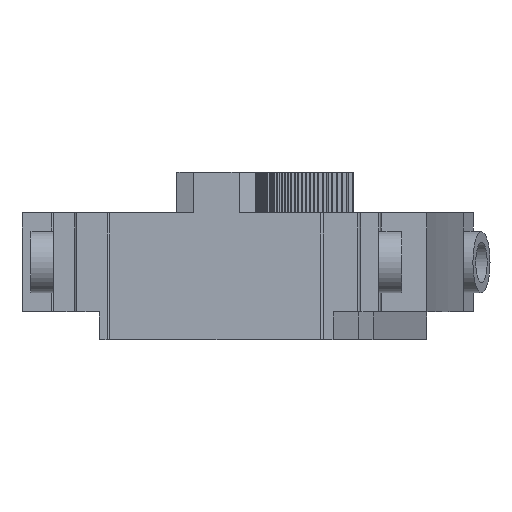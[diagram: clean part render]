
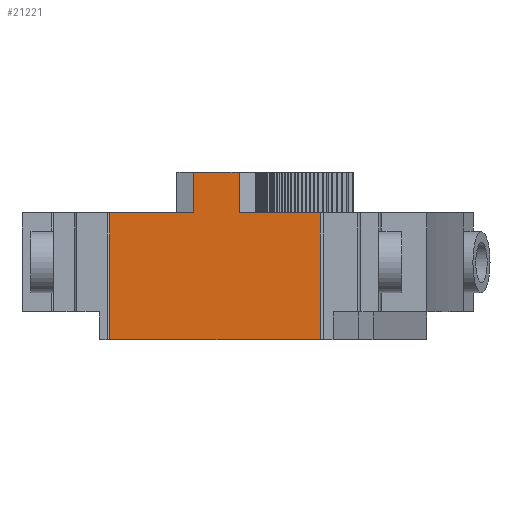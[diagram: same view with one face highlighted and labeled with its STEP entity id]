
A CAD part, front view. The second image highlights one B-rep face of the part: STEP entity #21221.
In plain terms, the highlighted planar face has unit normal (0, -1, 0).
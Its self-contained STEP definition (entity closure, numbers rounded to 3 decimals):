
#2630 = PLANE('',#2631);
#2631 = AXIS2_PLACEMENT_3D('',#2632,#2633,#2634);
#2632 = CARTESIAN_POINT('',(-3.131,-21.499,-6.6));
#2633 = DIRECTION('',(0.,0.,1.));
#2634 = DIRECTION('',(1.,0.,-0.));
#3248 = PLANE('',#3249);
#3249 = AXIS2_PLACEMENT_3D('',#3250,#3251,#3252);
#3250 = CARTESIAN_POINT('',(-7.447,29.939,3.4));
#3251 = DIRECTION('',(0.,0.,1.));
#3252 = DIRECTION('',(-0.28,-0.96,0.));
#5661 = PLANE('',#5662);
#5662 = AXIS2_PLACEMENT_3D('',#5663,#5664,#5665);
#5663 = CARTESIAN_POINT('',(-7.447,29.939,3.4));
#5664 = DIRECTION('',(0.,0.,1.));
#5665 = DIRECTION('',(-0.28,-0.96,0.));
#7801 = EDGE_CURVE('',#7802,#7804,#7806,.T.);
#7802 = VERTEX_POINT('',#7803);
#7803 = CARTESIAN_POINT('',(-11.531,-29.449,-6.6));
#7804 = VERTEX_POINT('',#7805);
#7805 = CARTESIAN_POINT('',(5.069,-29.449,-6.6));
#7806 = SURFACE_CURVE('',#7807,(#7811,#7818),.PCURVE_S1.);
#7807 = LINE('',#7808,#7809);
#7808 = CARTESIAN_POINT('',(-11.531,-29.449,-6.6));
#7809 = VECTOR('',#7810,1.);
#7810 = DIRECTION('',(1.,0.,0.));
#7811 = PCURVE('',#2630,#7812);
#7812 = DEFINITIONAL_REPRESENTATION('',(#7813),#7817);
#7813 = LINE('',#7814,#7815);
#7814 = CARTESIAN_POINT('',(-8.4,-7.95));
#7815 = VECTOR('',#7816,1.);
#7816 = DIRECTION('',(1.,0.));
#7817 = ( GEOMETRIC_REPRESENTATION_CONTEXT(2) 
PARAMETRIC_REPRESENTATION_CONTEXT() REPRESENTATION_CONTEXT('2D SPACE',''
  ) );
#7818 = PCURVE('',#7819,#7824);
#7819 = PLANE('',#7820);
#7820 = AXIS2_PLACEMENT_3D('',#7821,#7822,#7823);
#7821 = CARTESIAN_POINT('',(4.869,-29.449,-6.6));
#7822 = DIRECTION('',(0.,1.,0.));
#7823 = DIRECTION('',(0.,0.,1.));
#7824 = DEFINITIONAL_REPRESENTATION('',(#7825),#7829);
#7825 = LINE('',#7826,#7827);
#7826 = CARTESIAN_POINT('',(0.,-16.4));
#7827 = VECTOR('',#7828,1.);
#7828 = DIRECTION('',(0.,1.));
#7829 = ( GEOMETRIC_REPRESENTATION_CONTEXT(2) 
PARAMETRIC_REPRESENTATION_CONTEXT() REPRESENTATION_CONTEXT('2D SPACE',''
  ) );
#7852 = CYLINDRICAL_SURFACE('',#7853,0.2);
#7853 = AXIS2_PLACEMENT_3D('',#7854,#7855,#7856);
#7854 = CARTESIAN_POINT('',(5.269,-29.449,-6.6));
#7855 = DIRECTION('',(0.,0.,1.));
#7856 = DIRECTION('',(0.,1.,0.));
#7936 = PLANE('',#7937);
#7937 = AXIS2_PLACEMENT_3D('',#7938,#7939,#7940);
#7938 = CARTESIAN_POINT('',(-11.531,-28.649,3.4));
#7939 = DIRECTION('',(-1.,0.,0.));
#7940 = DIRECTION('',(0.,-1.,0.));
#12754 = VERTEX_POINT('',#12755);
#12755 = CARTESIAN_POINT('',(-1.331,-29.449,3.4));
#12774 = CYLINDRICAL_SURFACE('',#12775,198.2);
#12775 = AXIS2_PLACEMENT_3D('',#12776,#12777,#12778);
#12776 = CARTESIAN_POINT('',(196.869,-29.549,6.6));
#12777 = DIRECTION('',(0.,0.,-1.));
#12778 = DIRECTION('',(-1.,0.,0.));
#12786 = EDGE_CURVE('',#12787,#12754,#12789,.T.);
#12787 = VERTEX_POINT('',#12788);
#12788 = CARTESIAN_POINT('',(5.069,-29.449,3.4));
#12789 = SURFACE_CURVE('',#12790,(#12794,#12801),.PCURVE_S1.);
#12790 = LINE('',#12791,#12792);
#12791 = CARTESIAN_POINT('',(9.669,-29.449,3.4));
#12792 = VECTOR('',#12793,1.);
#12793 = DIRECTION('',(-1.,0.,0.));
#12794 = PCURVE('',#3248,#12795);
#12795 = DEFINITIONAL_REPRESENTATION('',(#12796),#12800);
#12796 = LINE('',#12797,#12798);
#12797 = CARTESIAN_POINT('',(52.22,33.06));
#12798 = VECTOR('',#12799,1.);
#12799 = DIRECTION('',(0.28,-0.96));
#12800 = ( GEOMETRIC_REPRESENTATION_CONTEXT(2) 
PARAMETRIC_REPRESENTATION_CONTEXT() REPRESENTATION_CONTEXT('2D SPACE',''
  ) );
#12801 = PCURVE('',#7819,#12802);
#12802 = DEFINITIONAL_REPRESENTATION('',(#12803),#12807);
#12803 = LINE('',#12804,#12805);
#12804 = CARTESIAN_POINT('',(10.,4.8));
#12805 = VECTOR('',#12806,1.);
#12806 = DIRECTION('',(0.,-1.));
#12807 = ( GEOMETRIC_REPRESENTATION_CONTEXT(2) 
PARAMETRIC_REPRESENTATION_CONTEXT() REPRESENTATION_CONTEXT('2D SPACE',''
  ) );
#14435 = VERTEX_POINT('',#14436);
#14436 = CARTESIAN_POINT('',(-11.531,-29.449,3.4));
#14457 = EDGE_CURVE('',#14458,#14435,#14460,.T.);
#14458 = VERTEX_POINT('',#14459);
#14459 = CARTESIAN_POINT('',(-4.931,-29.449,3.4));
#14460 = SURFACE_CURVE('',#14461,(#14465,#14472),.PCURVE_S1.);
#14461 = LINE('',#14462,#14463);
#14462 = CARTESIAN_POINT('',(9.669,-29.449,3.4));
#14463 = VECTOR('',#14464,1.);
#14464 = DIRECTION('',(-1.,0.,0.));
#14465 = PCURVE('',#5661,#14466);
#14466 = DEFINITIONAL_REPRESENTATION('',(#14467),#14471);
#14467 = LINE('',#14468,#14469);
#14468 = CARTESIAN_POINT('',(52.22,33.06));
#14469 = VECTOR('',#14470,1.);
#14470 = DIRECTION('',(0.28,-0.96));
#14471 = ( GEOMETRIC_REPRESENTATION_CONTEXT(2) 
PARAMETRIC_REPRESENTATION_CONTEXT() REPRESENTATION_CONTEXT('2D SPACE',''
  ) );
#14472 = PCURVE('',#7819,#14473);
#14473 = DEFINITIONAL_REPRESENTATION('',(#14474),#14478);
#14474 = LINE('',#14475,#14476);
#14475 = CARTESIAN_POINT('',(10.,4.8));
#14476 = VECTOR('',#14477,1.);
#14477 = DIRECTION('',(0.,-1.));
#14478 = ( GEOMETRIC_REPRESENTATION_CONTEXT(2) 
PARAMETRIC_REPRESENTATION_CONTEXT() REPRESENTATION_CONTEXT('2D SPACE',''
  ) );
#14501 = CYLINDRICAL_SURFACE('',#14502,201.8);
#14502 = AXIS2_PLACEMENT_3D('',#14503,#14504,#14505);
#14503 = CARTESIAN_POINT('',(196.869,-29.549,3.4));
#14504 = DIRECTION('',(-0.,-0.,1.));
#14505 = DIRECTION('',(-1.,0.,0.));
#21221 = ADVANCED_FACE('',(#21222),#7819,.F.);
#21222 = FACE_BOUND('',#21223,.F.);
#21223 = EDGE_LOOP('',(#21224,#21225,#21246,#21247,#21270,#21298,#21319,
    #21320));
#21224 = ORIENTED_EDGE('',*,*,#7801,.F.);
#21225 = ORIENTED_EDGE('',*,*,#21226,.T.);
#21226 = EDGE_CURVE('',#7802,#14435,#21227,.T.);
#21227 = SURFACE_CURVE('',#21228,(#21232,#21239),.PCURVE_S1.);
#21228 = LINE('',#21229,#21230);
#21229 = CARTESIAN_POINT('',(-11.531,-29.449,-0.5));
#21230 = VECTOR('',#21231,1.);
#21231 = DIRECTION('',(0.,-0.,1.));
#21232 = PCURVE('',#7819,#21233);
#21233 = DEFINITIONAL_REPRESENTATION('',(#21234),#21238);
#21234 = LINE('',#21235,#21236);
#21235 = CARTESIAN_POINT('',(6.1,-16.4));
#21236 = VECTOR('',#21237,1.);
#21237 = DIRECTION('',(1.,0.));
#21238 = ( GEOMETRIC_REPRESENTATION_CONTEXT(2) 
PARAMETRIC_REPRESENTATION_CONTEXT() REPRESENTATION_CONTEXT('2D SPACE',''
  ) );
#21239 = PCURVE('',#7936,#21240);
#21240 = DEFINITIONAL_REPRESENTATION('',(#21241),#21245);
#21241 = LINE('',#21242,#21243);
#21242 = CARTESIAN_POINT('',(0.8,-3.9));
#21243 = VECTOR('',#21244,1.);
#21244 = DIRECTION('',(0.,1.));
#21245 = ( GEOMETRIC_REPRESENTATION_CONTEXT(2) 
PARAMETRIC_REPRESENTATION_CONTEXT() REPRESENTATION_CONTEXT('2D SPACE',''
  ) );
#21246 = ORIENTED_EDGE('',*,*,#14457,.F.);
#21247 = ORIENTED_EDGE('',*,*,#21248,.T.);
#21248 = EDGE_CURVE('',#14458,#21249,#21251,.T.);
#21249 = VERTEX_POINT('',#21250);
#21250 = CARTESIAN_POINT('',(-4.931,-29.449,6.6));
#21251 = SURFACE_CURVE('',#21252,(#21256,#21263),.PCURVE_S1.);
#21252 = LINE('',#21253,#21254);
#21253 = CARTESIAN_POINT('',(-4.931,-29.449,3.4));
#21254 = VECTOR('',#21255,1.);
#21255 = DIRECTION('',(-0.,-0.,1.));
#21256 = PCURVE('',#7819,#21257);
#21257 = DEFINITIONAL_REPRESENTATION('',(#21258),#21262);
#21258 = LINE('',#21259,#21260);
#21259 = CARTESIAN_POINT('',(10.,-9.8));
#21260 = VECTOR('',#21261,1.);
#21261 = DIRECTION('',(1.,0.));
#21262 = ( GEOMETRIC_REPRESENTATION_CONTEXT(2) 
PARAMETRIC_REPRESENTATION_CONTEXT() REPRESENTATION_CONTEXT('2D SPACE',''
  ) );
#21263 = PCURVE('',#14501,#21264);
#21264 = DEFINITIONAL_REPRESENTATION('',(#21265),#21269);
#21265 = LINE('',#21266,#21267);
#21266 = CARTESIAN_POINT('',(0.,0.));
#21267 = VECTOR('',#21268,1.);
#21268 = DIRECTION('',(-0.,1.));
#21269 = ( GEOMETRIC_REPRESENTATION_CONTEXT(2) 
PARAMETRIC_REPRESENTATION_CONTEXT() REPRESENTATION_CONTEXT('2D SPACE',''
  ) );
#21270 = ORIENTED_EDGE('',*,*,#21271,.F.);
#21271 = EDGE_CURVE('',#21272,#21249,#21274,.T.);
#21272 = VERTEX_POINT('',#21273);
#21273 = CARTESIAN_POINT('',(-1.331,-29.449,6.6));
#21274 = SURFACE_CURVE('',#21275,(#21279,#21286),.PCURVE_S1.);
#21275 = LINE('',#21276,#21277);
#21276 = CARTESIAN_POINT('',(-0.031,-29.449,6.6));
#21277 = VECTOR('',#21278,1.);
#21278 = DIRECTION('',(-1.,0.,0.));
#21279 = PCURVE('',#7819,#21280);
#21280 = DEFINITIONAL_REPRESENTATION('',(#21281),#21285);
#21281 = LINE('',#21282,#21283);
#21282 = CARTESIAN_POINT('',(13.2,-4.9));
#21283 = VECTOR('',#21284,1.);
#21284 = DIRECTION('',(0.,-1.));
#21285 = ( GEOMETRIC_REPRESENTATION_CONTEXT(2) 
PARAMETRIC_REPRESENTATION_CONTEXT() REPRESENTATION_CONTEXT('2D SPACE',''
  ) );
#21286 = PCURVE('',#21287,#21292);
#21287 = PLANE('',#21288);
#21288 = AXIS2_PLACEMENT_3D('',#21289,#21290,#21291);
#21289 = CARTESIAN_POINT('',(-1.121,-1.265,6.6));
#21290 = DIRECTION('',(0.,0.,-1.));
#21291 = DIRECTION('',(0.141,0.99,0.));
#21292 = DEFINITIONAL_REPRESENTATION('',(#21293),#21297);
#21293 = LINE('',#21294,#21295);
#21294 = CARTESIAN_POINT('',(-27.747,5.065));
#21295 = VECTOR('',#21296,1.);
#21296 = DIRECTION('',(-0.141,-0.99));
#21297 = ( GEOMETRIC_REPRESENTATION_CONTEXT(2) 
PARAMETRIC_REPRESENTATION_CONTEXT() REPRESENTATION_CONTEXT('2D SPACE',''
  ) );
#21298 = ORIENTED_EDGE('',*,*,#21299,.T.);
#21299 = EDGE_CURVE('',#21272,#12754,#21300,.T.);
#21300 = SURFACE_CURVE('',#21301,(#21305,#21312),.PCURVE_S1.);
#21301 = LINE('',#21302,#21303);
#21302 = CARTESIAN_POINT('',(-1.331,-29.449,6.6));
#21303 = VECTOR('',#21304,1.);
#21304 = DIRECTION('',(0.,0.,-1.));
#21305 = PCURVE('',#7819,#21306);
#21306 = DEFINITIONAL_REPRESENTATION('',(#21307),#21311);
#21307 = LINE('',#21308,#21309);
#21308 = CARTESIAN_POINT('',(13.2,-6.2));
#21309 = VECTOR('',#21310,1.);
#21310 = DIRECTION('',(-1.,0.));
#21311 = ( GEOMETRIC_REPRESENTATION_CONTEXT(2) 
PARAMETRIC_REPRESENTATION_CONTEXT() REPRESENTATION_CONTEXT('2D SPACE',''
  ) );
#21312 = PCURVE('',#12774,#21313);
#21313 = DEFINITIONAL_REPRESENTATION('',(#21314),#21318);
#21314 = LINE('',#21315,#21316);
#21315 = CARTESIAN_POINT('',(0.001,0.));
#21316 = VECTOR('',#21317,1.);
#21317 = DIRECTION('',(0.,1.));
#21318 = ( GEOMETRIC_REPRESENTATION_CONTEXT(2) 
PARAMETRIC_REPRESENTATION_CONTEXT() REPRESENTATION_CONTEXT('2D SPACE',''
  ) );
#21319 = ORIENTED_EDGE('',*,*,#12786,.F.);
#21320 = ORIENTED_EDGE('',*,*,#21321,.F.);
#21321 = EDGE_CURVE('',#7804,#12787,#21322,.T.);
#21322 = SURFACE_CURVE('',#21323,(#21327,#21334),.PCURVE_S1.);
#21323 = LINE('',#21324,#21325);
#21324 = CARTESIAN_POINT('',(5.069,-29.449,-6.6));
#21325 = VECTOR('',#21326,1.);
#21326 = DIRECTION('',(0.,0.,1.));
#21327 = PCURVE('',#7819,#21328);
#21328 = DEFINITIONAL_REPRESENTATION('',(#21329),#21333);
#21329 = LINE('',#21330,#21331);
#21330 = CARTESIAN_POINT('',(0.,0.2));
#21331 = VECTOR('',#21332,1.);
#21332 = DIRECTION('',(1.,0.));
#21333 = ( GEOMETRIC_REPRESENTATION_CONTEXT(2) 
PARAMETRIC_REPRESENTATION_CONTEXT() REPRESENTATION_CONTEXT('2D SPACE',''
  ) );
#21334 = PCURVE('',#7852,#21335);
#21335 = DEFINITIONAL_REPRESENTATION('',(#21336),#21340);
#21336 = LINE('',#21337,#21338);
#21337 = CARTESIAN_POINT('',(7.854,0.));
#21338 = VECTOR('',#21339,1.);
#21339 = DIRECTION('',(0.,1.));
#21340 = ( GEOMETRIC_REPRESENTATION_CONTEXT(2) 
PARAMETRIC_REPRESENTATION_CONTEXT() REPRESENTATION_CONTEXT('2D SPACE',''
  ) );
